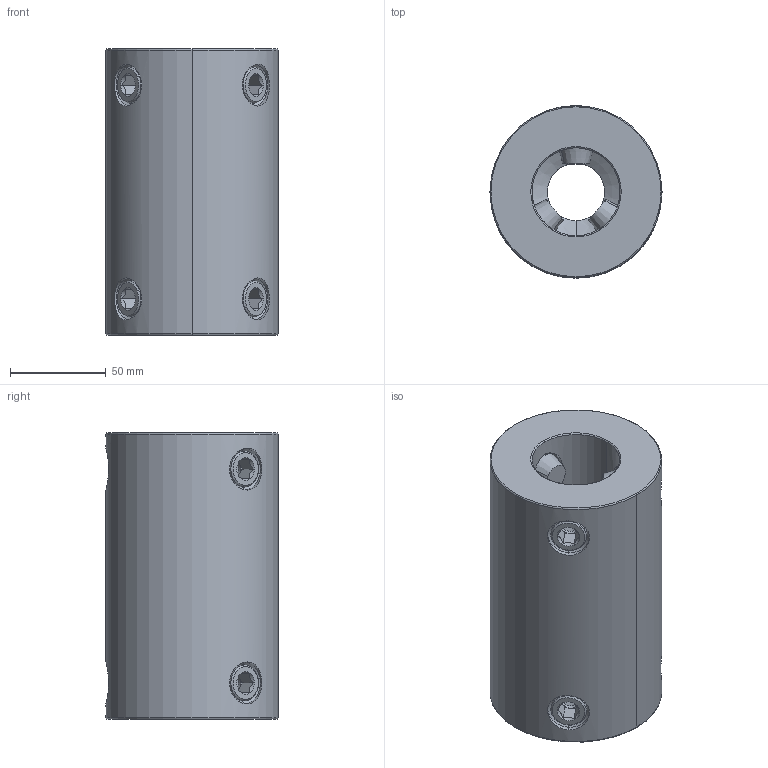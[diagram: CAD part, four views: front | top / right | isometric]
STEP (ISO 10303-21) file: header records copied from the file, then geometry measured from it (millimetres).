
FILE_DESCRIPTION(('no description'),'unknown implementation level');
FILE_NAME('350E1C0E-D1A2-4F23-BBB2-43CD2A8AA57D_export.stp',' ',('CIMSOURCE GmbH'),('CADClick - KiM GmbH - www.kimweb.de'),'unknown preprocess','ACIS','unknown authorization');
FILE_SCHEMA(('automotive_design'));
Length unit declared in the file: millimetre
Products named in the file (7): 331.879N Kaiser R CKN7 X CKN7 X 150 AL|331.879N Kaiser R CKN7 X CKN7 X 150 AL;NONE; 331.879N Kaiser R CKN7 X CKN7 X 150 AL|690.437 Kaiser ETL M20 X 29 CK7_Unwucht ;NONE
Bounding box: 90 x 90 x 150 mm (x, y, z)
Volume: 742703.9 mm3; surface area: 91429.5 mm2
Topology: 7 solids, 7 shells, 254 faces, 558 edges, 310 vertices
Faces by surface type: plane 86, cylinder 80, cone 80, torus 8
Entity records: 15123 total; most frequent: CARTESIAN_POINT 3128, DIRECTION 1226, STYLED_ITEM 1117, PRESENTATION_STYLE_ASSIGNMENT 1117, COLOUR_RGB 1117, ORIENTED_EDGE 1092, EDGE_CURVE 546, CURVE_STYLE 546
